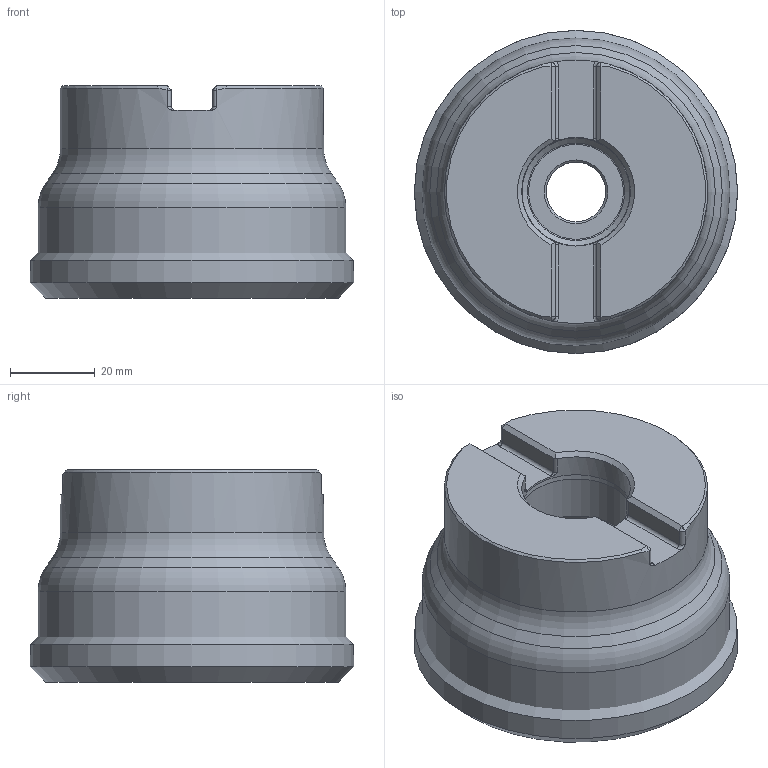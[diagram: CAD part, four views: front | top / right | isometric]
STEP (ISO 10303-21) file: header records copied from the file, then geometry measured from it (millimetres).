
FILE_DESCRIPTION(/* description */ (''),/* implementation_level */ '2;1');
FILE_NAME(/* name */ '300A06R_IS45OD05_C_115010675ndi000_00_SIM.stp',/* time_stamp */ '2019-12-13T09:04:40+01:00',/* author */ (''),/* organization */ (''),/* preprocessor_version */ 'ST-DEVELOPER v16.7',/* originating_system */ 'SIEMENS PLM Software NX 12.0',/* authorisation */ '');
FILE_SCHEMA (('AUTOMOTIVE_DESIGN { 1 0 10303 214 3 1 1 1 }'));
Length unit declared in the file: millimetre
Products named in the file (1): wq700FE406D3fse9
Bounding box: 76.15 x 76.15 x 49.96 mm (x, y, z)
Volume: 175149.1 mm3; surface area: 28590.4 mm2
Topology: 2 solids, 2 shells, 87 faces, 206 edges, 119 vertices
Faces by surface type: cylinder 28, plane 20, torus 16, cone 15, revolution 8
Full cylindrical faces by diameter (mm): 14 x1, 21 x1, 25.407 x1, 25.6 x1, 62 x1, 72.517 x1
Entity records: 2484 total; most frequent: CARTESIAN_POINT 621, DIRECTION 392, ORIENTED_EDGE 332, EDGE_CURVE 166, AXIS2_PLACEMENT_3D 166, EDGE_LOOP 120, VERTEX_POINT 112, ADVANCED_FACE 87
